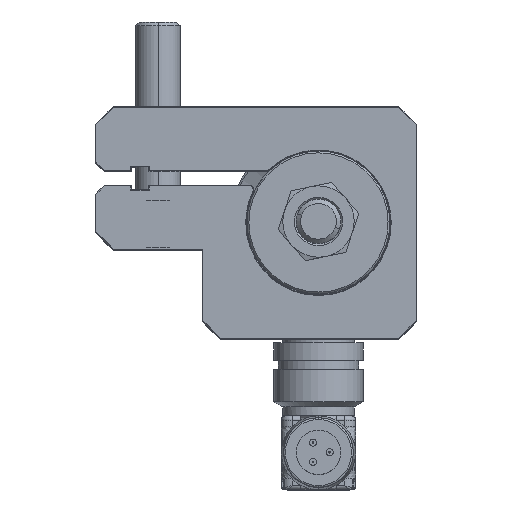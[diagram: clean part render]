
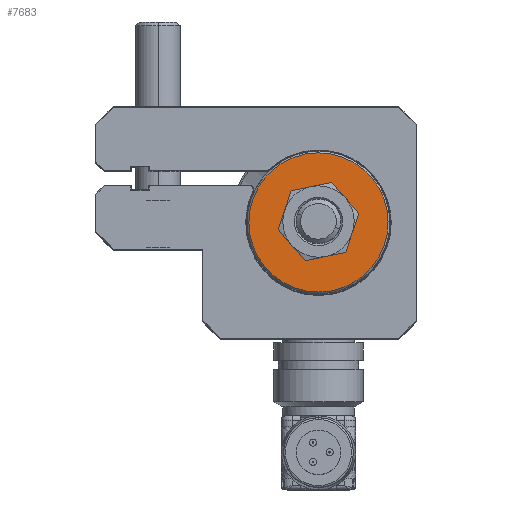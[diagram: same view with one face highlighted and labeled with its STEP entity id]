
A CAD part, top view. The second image highlights one B-rep face of the part: STEP entity #7683.
In plain terms, the highlighted planar face has unit normal (0, 0, 1).
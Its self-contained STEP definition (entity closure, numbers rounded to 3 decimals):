
#7383 = VERTEX_POINT ( 'NONE', #24137 ) ;
#7387 = VERTEX_POINT ( 'NONE', #24098 ) ;
#7445 = EDGE_CURVE ( 'NONE', #7449, #7453, #24276, .T. ) ;
#7449 = VERTEX_POINT ( 'NONE', #24285 ) ;
#7453 = VERTEX_POINT ( 'NONE', #24314 ) ;
#7476 = EDGE_CURVE ( 'NONE', #7387, #7383, #24340, .T. ) ;
#7507 = ORIENTED_EDGE ( 'NONE', *, *, #7655, .T. ) ;
#7511 = EDGE_LOOP ( 'NONE', ( #7553, #7649 ) ) ;
#7512 = EDGE_LOOP ( 'NONE', ( #7507, #7516 ) ) ;
#7516 = ORIENTED_EDGE ( 'NONE', *, *, #7445, .T. ) ;
#7553 = ORIENTED_EDGE ( 'NONE', *, *, #7682, .T. ) ;
#7649 = ORIENTED_EDGE ( 'NONE', *, *, #7476, .T. ) ;
#7655 = EDGE_CURVE ( 'NONE', #7453, #7449, #24705, .T. ) ;
#7682 = EDGE_CURVE ( 'NONE', #7383, #7387, #24763, .T. ) ;
#7683 = ADVANCED_FACE ( 'NONE', ( #24753, #24727 ), #24762, .T. ) ;
#24098 = CARTESIAN_POINT ( 'NONE',  ( -2.119, 1.752, 1. ) ) ;
#24137 = CARTESIAN_POINT ( 'NONE',  ( 2.119, -1.752, 1. ) ) ;
#24276 = CIRCLE ( 'NONE', #24321, 7.8 ) ;
#24285 = CARTESIAN_POINT ( 'NONE',  ( 6.012, -4.97, 1. ) ) ;
#24314 = CARTESIAN_POINT ( 'NONE',  ( -6.012, 4.97, 1. ) ) ;
#24318 = DIRECTION ( 'NONE',  ( 0.771, -0.637, 0. ) ) ;
#24319 = DIRECTION ( 'NONE',  ( 0., 0., 1. ) ) ;
#24320 = CARTESIAN_POINT ( 'NONE',  ( 0., 0., 1. ) ) ;
#24321 = AXIS2_PLACEMENT_3D ( 'NONE', #24320, #24319, #24318 ) ;
#24330 = DIRECTION ( 'NONE',  ( 0.771, -0.637, 0. ) ) ;
#24331 = DIRECTION ( 'NONE',  ( 0., 0., -1. ) ) ;
#24332 = CARTESIAN_POINT ( 'NONE',  ( 0., 0., 1. ) ) ;
#24333 = AXIS2_PLACEMENT_3D ( 'NONE', #24332, #24331, #24330 ) ;
#24340 = CIRCLE ( 'NONE', #24333, 2.75 ) ;
#24691 = DIRECTION ( 'NONE',  ( 0.771, -0.637, 0. ) ) ;
#24692 = DIRECTION ( 'NONE',  ( 0., 0., 1. ) ) ;
#24693 = CARTESIAN_POINT ( 'NONE',  ( 0., 0., 1. ) ) ;
#24704 = AXIS2_PLACEMENT_3D ( 'NONE', #24693, #24692, #24691 ) ;
#24705 = CIRCLE ( 'NONE', #24704, 7.8 ) ;
#24726 = CARTESIAN_POINT ( 'NONE',  ( 0., 0., 1. ) ) ;
#24727 = FACE_BOUND ( 'NONE', #7511, .T. ) ;
#24747 = DIRECTION ( 'NONE',  ( 0.771, -0.637, 0. ) ) ;
#24748 = DIRECTION ( 'NONE',  ( 0., 0., -1. ) ) ;
#24750 = AXIS2_PLACEMENT_3D ( 'NONE', #24786, #24785, #24784 ) ;
#24753 = FACE_OUTER_BOUND ( 'NONE', #7512, .T. ) ;
#24757 = AXIS2_PLACEMENT_3D ( 'NONE', #24726, #24748, #24747 ) ;
#24762 = PLANE ( 'NONE',  #24750 ) ;
#24763 = CIRCLE ( 'NONE', #24757, 2.75 ) ;
#24784 = DIRECTION ( 'NONE',  ( 0.771, -0.637, 0. ) ) ;
#24785 = DIRECTION ( 'NONE',  ( 0., 0., 1. ) ) ;
#24786 = CARTESIAN_POINT ( 'NONE',  ( 0., 0., 1. ) ) ;
